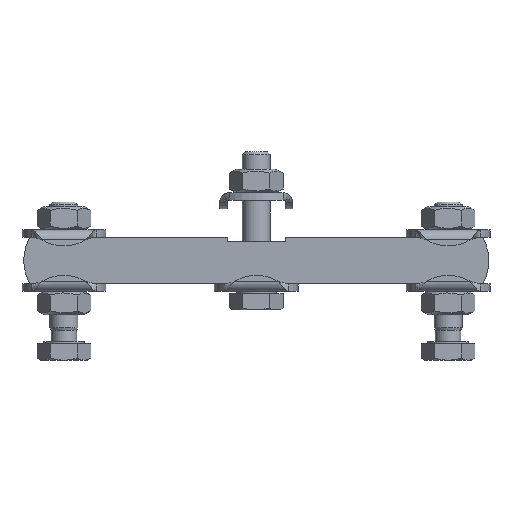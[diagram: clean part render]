
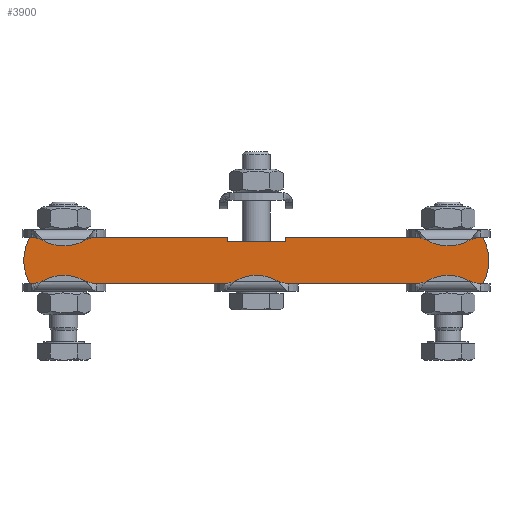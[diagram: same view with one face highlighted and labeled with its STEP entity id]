
A CAD part, top view. The second image highlights one B-rep face of the part: STEP entity #3900.
In plain terms, the highlighted planar face has unit normal (0, 0, 1).
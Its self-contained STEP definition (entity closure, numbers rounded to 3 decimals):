
#363=CIRCLE('',#4207,10.);
#364=CIRCLE('',#4208,10.);
#518=FACE_OUTER_BOUND('',#780,.T.);
#780=EDGE_LOOP('',(#2668,#2669,#2670,#2671,#2672,#2673,#2674,#2675));
#1075=LINE('',#5687,#1371);
#1081=LINE('',#5699,#1377);
#1084=LINE('',#5705,#1380);
#1085=LINE('',#5708,#1381);
#1090=LINE('',#5720,#1386);
#1091=LINE('',#5725,#1387);
#1371=VECTOR('',#4620,10.);
#1377=VECTOR('',#4628,10.);
#1380=VECTOR('',#4633,10.);
#1381=VECTOR('',#4636,10.);
#1386=VECTOR('',#4649,10.);
#1387=VECTOR('',#4654,10.);
#1662=VERTEX_POINT('',#5683);
#1664=VERTEX_POINT('',#5686);
#1667=VERTEX_POINT('',#5693);
#1669=VERTEX_POINT('',#5697);
#1671=VERTEX_POINT('',#5703);
#1672=VERTEX_POINT('',#5707);
#1676=VERTEX_POINT('',#5722);
#1677=VERTEX_POINT('',#5724);
#2032=EDGE_CURVE('',#1664,#1662,#1075,.T.);
#2038=EDGE_CURVE('',#1667,#1669,#1081,.T.);
#2041=EDGE_CURVE('',#1662,#1671,#1084,.T.);
#2042=EDGE_CURVE('',#1672,#1667,#1085,.T.);
#2049=EDGE_CURVE('',#1669,#1664,#1090,.T.);
#2050=EDGE_CURVE('',#1671,#1676,#363,.T.);
#2051=EDGE_CURVE('',#1676,#1677,#1091,.T.);
#2052=EDGE_CURVE('',#1677,#1672,#364,.T.);
#2668=ORIENTED_EDGE('',*,*,#2032,.T.);
#2669=ORIENTED_EDGE('',*,*,#2041,.T.);
#2670=ORIENTED_EDGE('',*,*,#2050,.T.);
#2671=ORIENTED_EDGE('',*,*,#2051,.T.);
#2672=ORIENTED_EDGE('',*,*,#2052,.T.);
#2673=ORIENTED_EDGE('',*,*,#2042,.T.);
#2674=ORIENTED_EDGE('',*,*,#2038,.T.);
#2675=ORIENTED_EDGE('',*,*,#2049,.T.);
#3776=PLANE('',#4206);
#3900=ADVANCED_FACE('',(#518),#3776,.T.);
#4206=AXIS2_PLACEMENT_3D('',#5721,#4650,#4651);
#4207=AXIS2_PLACEMENT_3D('',#5723,#4652,#4653);
#4208=AXIS2_PLACEMENT_3D('',#5726,#4655,#4656);
#4620=DIRECTION('',(0.,1.,0.));
#4628=DIRECTION('',(0.,-1.,0.));
#4633=DIRECTION('',(-1.,0.,0.));
#4636=DIRECTION('',(-1.,0.,0.));
#4649=DIRECTION('',(-1.,0.,0.));
#4650=DIRECTION('center_axis',(0.,0.,1.));
#4651=DIRECTION('ref_axis',(1.,0.,0.));
#4652=DIRECTION('center_axis',(0.,0.,1.));
#4653=DIRECTION('ref_axis',(-0.866,0.5,0.));
#4654=DIRECTION('',(1.,0.,0.));
#4655=DIRECTION('center_axis',(0.,0.,1.));
#4656=DIRECTION('ref_axis',(0.866,-0.5,0.));
#5683=CARTESIAN_POINT('',(-14.685,19.068,12.));
#5686=CARTESIAN_POINT('',(-14.685,18.068,12.));
#5687=CARTESIAN_POINT('',(-14.685,16.068,12.));
#5693=CARTESIAN_POINT('',(-2.185,19.068,12.));
#5697=CARTESIAN_POINT('',(-2.185,18.068,12.));
#5699=CARTESIAN_POINT('',(-2.185,17.568,12.));
#5703=CARTESIAN_POINT('',(-57.095,19.068,12.));
#5705=CARTESIAN_POINT('',(41.565,19.068,12.));
#5707=CARTESIAN_POINT('',(40.225,19.068,12.));
#5708=CARTESIAN_POINT('',(41.565,19.068,12.));
#5720=CARTESIAN_POINT('',(-4.745,18.068,12.));
#5721=CARTESIAN_POINT('Origin',(-7.305,14.068,12.));
#5722=CARTESIAN_POINT('',(-57.095,9.068,12.));
#5723=CARTESIAN_POINT('Origin',(-48.435,14.068,12.));
#5724=CARTESIAN_POINT('',(40.225,9.068,12.));
#5725=CARTESIAN_POINT('',(-58.435,9.068,12.));
#5726=CARTESIAN_POINT('Origin',(31.565,14.068,12.));
